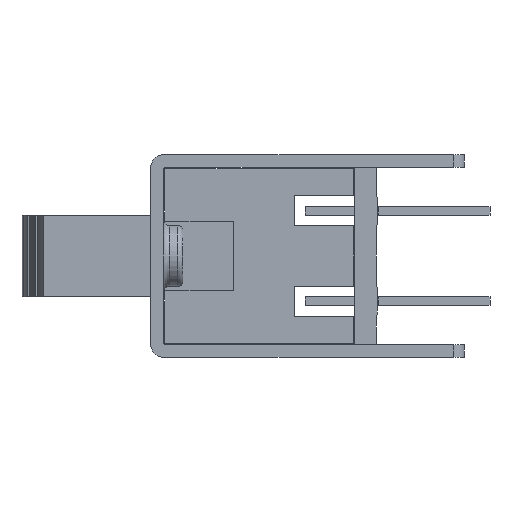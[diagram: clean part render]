
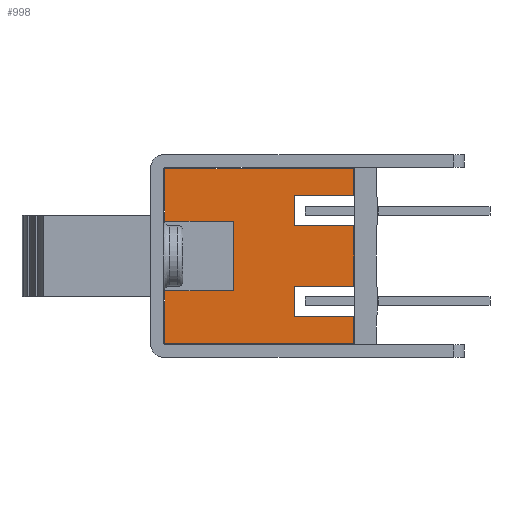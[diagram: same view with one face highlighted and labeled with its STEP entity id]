
A CAD part, left-side view. The second image highlights one B-rep face of the part: STEP entity #998.
In plain terms, the highlighted planar face has unit normal (-1, 0, 0).
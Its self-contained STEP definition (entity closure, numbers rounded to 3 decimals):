
#401 = VERTEX_POINT ( 'NONE', #4636 ) ;
#696 = DIRECTION ( 'NONE',  ( 0., 0., -1. ) ) ;
#861 = CARTESIAN_POINT ( 'NONE',  ( 4.3, 9.198, -1.925 ) ) ;
#890 = LINE ( 'NONE', #6671, #961 ) ;
#961 = VECTOR ( 'NONE', #16418, 1000. ) ;
#983 = VECTOR ( 'NONE', #17279, 1000. ) ;
#998 = ADVANCED_FACE ( 'NONE', ( #21535 ), #11910, .F. ) ;
#1386 = DIRECTION ( 'NONE',  ( 0., 0., 1. ) ) ;
#1399 = ORIENTED_EDGE ( 'NONE', *, *, #7158, .F. ) ;
#1509 = ORIENTED_EDGE ( 'NONE', *, *, #14114, .F. ) ;
#1524 = AXIS2_PLACEMENT_3D ( 'NONE', #13672, #19410, #8022 ) ;
#1612 = DIRECTION ( 'NONE',  ( 0., 1., 0. ) ) ;
#1866 = LINE ( 'NONE', #11168, #15719 ) ;
#2161 = DIRECTION ( 'NONE',  ( 0., 0., 1. ) ) ;
#2241 = EDGE_CURVE ( 'NONE', #19835, #12224, #21225, .T. ) ;
#3266 = LINE ( 'NONE', #10952, #23735 ) ;
#3280 = ORIENTED_EDGE ( 'NONE', *, *, #21582, .F. ) ;
#3721 = EDGE_CURVE ( 'NONE', #12224, #11618, #1866, .T. ) ;
#3750 = CARTESIAN_POINT ( 'NONE',  ( 4.3, 5.15, -1.925 ) ) ;
#3805 = VERTEX_POINT ( 'NONE', #11779 ) ;
#4388 = VERTEX_POINT ( 'NONE', #3750 ) ;
#4636 = CARTESIAN_POINT ( 'NONE',  ( 4.3, 5.15, -0.65 ) ) ;
#4672 = VERTEX_POINT ( 'NONE', #21136 ) ;
#4736 = LINE ( 'NONE', #6893, #9364 ) ;
#4766 = DIRECTION ( 'NONE',  ( 0., 0., 1. ) ) ;
#4984 = EDGE_CURVE ( 'NONE', #11618, #3805, #14063, .T. ) ;
#5423 = EDGE_CURVE ( 'NONE', #4672, #24419, #17884, .T. ) ;
#5655 = VECTOR ( 'NONE', #20001, 1000. ) ;
#6361 = VERTEX_POINT ( 'NONE', #23393 ) ;
#6426 = EDGE_CURVE ( 'NONE', #401, #4388, #4736, .T. ) ;
#6628 = VECTOR ( 'NONE', #7214, 1000. ) ;
#6671 = CARTESIAN_POINT ( 'NONE',  ( 4.3, 5.15, -8.8 ) ) ;
#6724 = VERTEX_POINT ( 'NONE', #14282 ) ;
#6782 = ORIENTED_EDGE ( 'NONE', *, *, #4984, .F. ) ;
#6893 = CARTESIAN_POINT ( 'NONE',  ( 4.3, 5.15, -0.65 ) ) ;
#7158 = EDGE_CURVE ( 'NONE', #9576, #17772, #7535, .T. ) ;
#7214 = DIRECTION ( 'NONE',  ( 0., 0., -1. ) ) ;
#7329 = ORIENTED_EDGE ( 'NONE', *, *, #6426, .F. ) ;
#7535 = LINE ( 'NONE', #11293, #983 ) ;
#7768 = VECTOR ( 'NONE', #17657, 1000. ) ;
#8022 = DIRECTION ( 'NONE',  ( 0., 0., -1. ) ) ;
#8297 = EDGE_LOOP ( 'NONE', ( #11891, #12852, #19606, #3280, #18007, #9376, #1399, #13406, #7329, #19978, #6782, #19756, #19873, #15680, #1509, #15537 ) ) ;
#8315 = VECTOR ( 'NONE', #696, 1000. ) ;
#8378 = LINE ( 'NONE', #23616, #23037 ) ;
#8382 = LINE ( 'NONE', #22118, #5655 ) ;
#8903 = VERTEX_POINT ( 'NONE', #13151 ) ;
#9249 = VERTEX_POINT ( 'NONE', #23204 ) ;
#9364 = VECTOR ( 'NONE', #24260, 1000. ) ;
#9376 = ORIENTED_EDGE ( 'NONE', *, *, #22706, .F. ) ;
#9576 = VERTEX_POINT ( 'NONE', #19321 ) ;
#9601 = CARTESIAN_POINT ( 'NONE',  ( 4.3, 9.198, -7.525 ) ) ;
#9977 = CARTESIAN_POINT ( 'NONE',  ( 4.3, 9.198, -0.65 ) ) ;
#10041 = CARTESIAN_POINT ( 'NONE',  ( 4.3, 5.15, -4.725 ) ) ;
#10106 = DIRECTION ( 'NONE',  ( 0., -1., 0. ) ) ;
#10191 = EDGE_CURVE ( 'NONE', #8903, #19835, #8382, .T. ) ;
#10952 = CARTESIAN_POINT ( 'NONE',  ( 4.3, 13.95, -8.8 ) ) ;
#11168 = CARTESIAN_POINT ( 'NONE',  ( 4.3, 9.198, -3.1 ) ) ;
#11293 = CARTESIAN_POINT ( 'NONE',  ( 4.3, 7.9, -1.925 ) ) ;
#11618 = VERTEX_POINT ( 'NONE', #23590 ) ;
#11755 = CARTESIAN_POINT ( 'NONE',  ( 4.3, 7.9, -6.125 ) ) ;
#11779 = CARTESIAN_POINT ( 'NONE',  ( 4.3, 13.95, -0.65 ) ) ;
#11891 = ORIENTED_EDGE ( 'NONE', *, *, #18962, .F. ) ;
#11910 = PLANE ( 'NONE',  #1524 ) ;
#12052 = VECTOR ( 'NONE', #13809, 1000. ) ;
#12224 = VERTEX_POINT ( 'NONE', #14540 ) ;
#12852 = ORIENTED_EDGE ( 'NONE', *, *, #20913, .F. ) ;
#13151 = CARTESIAN_POINT ( 'NONE',  ( 4.3, 13.95, -6.35 ) ) ;
#13345 = LINE ( 'NONE', #20614, #6628 ) ;
#13406 = ORIENTED_EDGE ( 'NONE', *, *, #18908, .F. ) ;
#13672 = CARTESIAN_POINT ( 'NONE',  ( 4.3, 9.198, -4.725 ) ) ;
#13809 = DIRECTION ( 'NONE',  ( 0., 1., 0. ) ) ;
#14063 = LINE ( 'NONE', #21827, #19818 ) ;
#14114 = EDGE_CURVE ( 'NONE', #9249, #8903, #3266, .T. ) ;
#14282 = CARTESIAN_POINT ( 'NONE',  ( 4.3, 5.15, -6.125 ) ) ;
#14295 = LINE ( 'NONE', #10041, #15230 ) ;
#14540 = CARTESIAN_POINT ( 'NONE',  ( 4.3, 10.75, -3.1 ) ) ;
#14718 = CARTESIAN_POINT ( 'NONE',  ( 4.3, 5.15, -3.325 ) ) ;
#15230 = VECTOR ( 'NONE', #15904, 1000. ) ;
#15537 = ORIENTED_EDGE ( 'NONE', *, *, #22225, .F. ) ;
#15680 = ORIENTED_EDGE ( 'NONE', *, *, #10191, .F. ) ;
#15719 = VECTOR ( 'NONE', #1612, 1000. ) ;
#15901 = LINE ( 'NONE', #16267, #7768 ) ;
#15904 = DIRECTION ( 'NONE',  ( 0., 0., -1. ) ) ;
#16267 = CARTESIAN_POINT ( 'NONE',  ( 4.3, 9.198, -6.125 ) ) ;
#16418 = DIRECTION ( 'NONE',  ( 0., 1., 0. ) ) ;
#16830 = VECTOR ( 'NONE', #2161, 1000. ) ;
#17013 = CARTESIAN_POINT ( 'NONE',  ( 4.3, 7.9, -3.325 ) ) ;
#17177 = VERTEX_POINT ( 'NONE', #14718 ) ;
#17239 = EDGE_CURVE ( 'NONE', #17177, #6724, #13345, .T. ) ;
#17279 = DIRECTION ( 'NONE',  ( 0., 0., -1. ) ) ;
#17337 = CARTESIAN_POINT ( 'NONE',  ( 4.3, 10.75, -4.725 ) ) ;
#17479 = VECTOR ( 'NONE', #10106, 1000. ) ;
#17657 = DIRECTION ( 'NONE',  ( 0., 1., 0. ) ) ;
#17772 = VERTEX_POINT ( 'NONE', #17013 ) ;
#17884 = LINE ( 'NONE', #11755, #8315 ) ;
#18007 = ORIENTED_EDGE ( 'NONE', *, *, #17239, .F. ) ;
#18799 = CARTESIAN_POINT ( 'NONE',  ( 4.3, 5.15, -7.525 ) ) ;
#18908 = EDGE_CURVE ( 'NONE', #4388, #9576, #21539, .T. ) ;
#18962 = EDGE_CURVE ( 'NONE', #22288, #6361, #14295, .T. ) ;
#19032 = CARTESIAN_POINT ( 'NONE',  ( 4.3, 7.9, -7.525 ) ) ;
#19321 = CARTESIAN_POINT ( 'NONE',  ( 4.3, 7.9, -1.925 ) ) ;
#19410 = DIRECTION ( 'NONE',  ( 1., 0., 0. ) ) ;
#19457 = DIRECTION ( 'NONE',  ( 0., -1., 0. ) ) ;
#19606 = ORIENTED_EDGE ( 'NONE', *, *, #5423, .F. ) ;
#19756 = ORIENTED_EDGE ( 'NONE', *, *, #3721, .F. ) ;
#19818 = VECTOR ( 'NONE', #4766, 1000. ) ;
#19835 = VERTEX_POINT ( 'NONE', #21016 ) ;
#19873 = ORIENTED_EDGE ( 'NONE', *, *, #2241, .F. ) ;
#19978 = ORIENTED_EDGE ( 'NONE', *, *, #22998, .F. ) ;
#20001 = DIRECTION ( 'NONE',  ( 0., -1., 0. ) ) ;
#20614 = CARTESIAN_POINT ( 'NONE',  ( 4.3, 5.15, -4.725 ) ) ;
#20913 = EDGE_CURVE ( 'NONE', #24419, #22288, #24710, .T. ) ;
#21016 = CARTESIAN_POINT ( 'NONE',  ( 4.3, 10.75, -6.35 ) ) ;
#21136 = CARTESIAN_POINT ( 'NONE',  ( 4.3, 7.9, -6.125 ) ) ;
#21225 = LINE ( 'NONE', #17337, #16830 ) ;
#21535 = FACE_OUTER_BOUND ( 'NONE', #8297, .T. ) ;
#21539 = LINE ( 'NONE', #861, #12052 ) ;
#21582 = EDGE_CURVE ( 'NONE', #6724, #4672, #15901, .T. ) ;
#21636 = DIRECTION ( 'NONE',  ( 0., -1., 0. ) ) ;
#21827 = CARTESIAN_POINT ( 'NONE',  ( 4.3, 13.95, -4.725 ) ) ;
#22118 = CARTESIAN_POINT ( 'NONE',  ( 4.3, 9.198, -6.35 ) ) ;
#22225 = EDGE_CURVE ( 'NONE', #6361, #9249, #890, .T. ) ;
#22288 = VERTEX_POINT ( 'NONE', #18799 ) ;
#22706 = EDGE_CURVE ( 'NONE', #17772, #17177, #8378, .T. ) ;
#22998 = EDGE_CURVE ( 'NONE', #3805, #401, #23581, .T. ) ;
#23037 = VECTOR ( 'NONE', #21636, 1000. ) ;
#23204 = CARTESIAN_POINT ( 'NONE',  ( 4.3, 13.95, -8.8 ) ) ;
#23393 = CARTESIAN_POINT ( 'NONE',  ( 4.3, 5.15, -8.8 ) ) ;
#23581 = LINE ( 'NONE', #9977, #17479 ) ;
#23590 = CARTESIAN_POINT ( 'NONE',  ( 4.3, 13.95, -3.1 ) ) ;
#23616 = CARTESIAN_POINT ( 'NONE',  ( 4.3, 9.198, -3.325 ) ) ;
#23735 = VECTOR ( 'NONE', #1386, 1000. ) ;
#24151 = VECTOR ( 'NONE', #19457, 1000. ) ;
#24260 = DIRECTION ( 'NONE',  ( 0., 0., -1. ) ) ;
#24419 = VERTEX_POINT ( 'NONE', #19032 ) ;
#24710 = LINE ( 'NONE', #9601, #24151 ) ;
